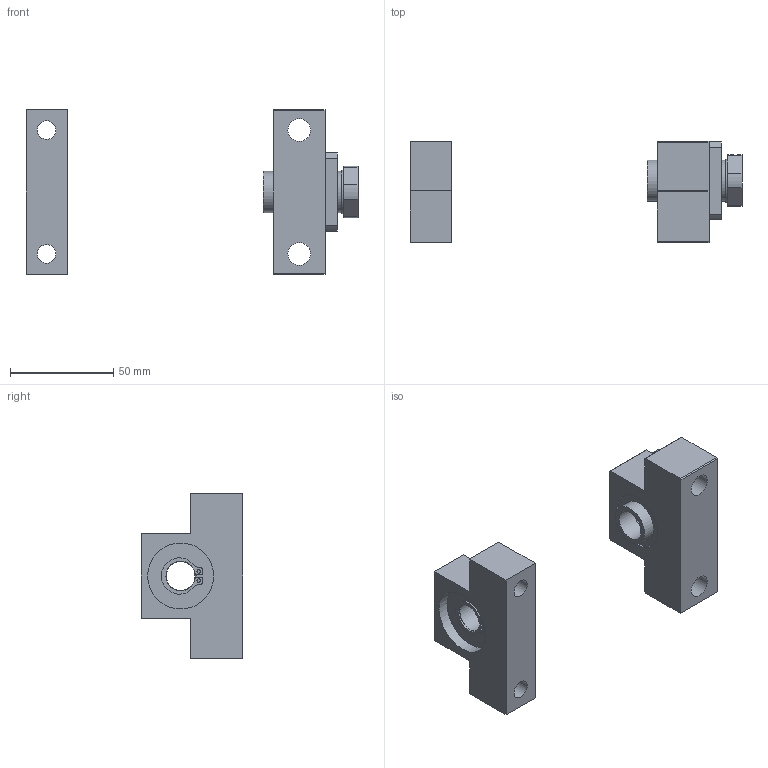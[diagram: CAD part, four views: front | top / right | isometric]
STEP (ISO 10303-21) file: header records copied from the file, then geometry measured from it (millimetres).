
FILE_DESCRIPTION(/* description */ ('STEP AP214'),/* implementation_level */ '2;1');
FILE_NAME(/* name */ 'C-BSW15-SET',/* time_stamp */ '2024-02-01T09:58:15+01:00',/* author */ ('License CC BY-ND 4.0'),/* organization */ ('CADENAS'),/* preprocessor_version */ 'ST-DEVELOPER v19.3',/* originating_system */ 'PARTsolutions',/* authorisation */ ' ');
FILE_SCHEMA (('AUTOMOTIVE_DESIGN {1 0 10303 214 3 1 1}'));
Length unit declared in the file: millimetre
Products named in the file (6): C-BSW15-SET; C-BSW15_b; C-BSW15_c; C-BSW15_n; C-BUN15_b; STWN15
Assembly tree (6 placements, depth 2):
  C-BSW15-SET
    C-BSW15_b
    C-BSW15_c  x2
    C-BSW15_n
    C-BUN15_b
    STWN15
Bounding box: 161 x 49 x 80 mm (x, y, z)
Volume: 120359.2 mm3; surface area: 34909.6 mm2
Topology: 6 solids, 6 shells, 139 faces, 320 edges, 213 vertices
Faces by surface type: plane 94, cylinder 43, cone 2
Full cylindrical faces by diameter (mm): 1.7 x2, 3.242 x1, 6.2 x4, 7 x4, 9 x2, 11 x2, 13.917 x1, 15 x4, 20 x2, 20.5 x2, 21 x1, 28 x2, 32 x2
Entity records: 3911 total; most frequent: CARTESIAN_POINT 654, DIRECTION 650, ORIENTED_EDGE 568, EDGE_CURVE 284, AXIS2_PLACEMENT_3D 226, VERTEX_POINT 208, EDGE_LOOP 206, FACE_BOUND 206
